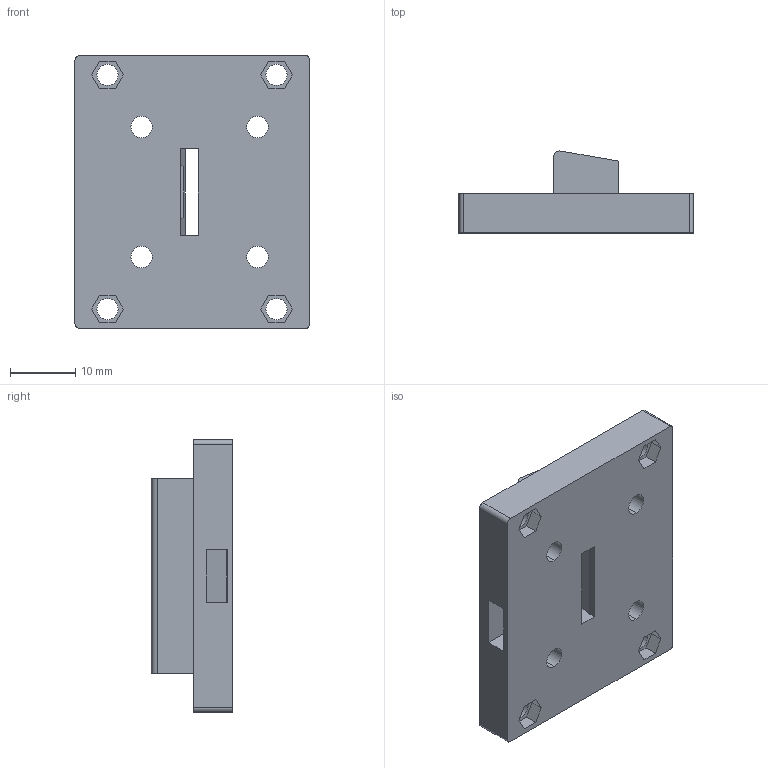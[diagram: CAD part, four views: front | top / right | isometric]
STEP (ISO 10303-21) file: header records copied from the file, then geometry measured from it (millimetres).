
FILE_DESCRIPTION (( 'STEP AP214' ), '1' );
FILE_NAME ('Body - Box Style - bottom - RC1.STEP', '2017-08-28T14:40:33', ( '' ), ( '' ), 'SwSTEP 2.0', 'SolidWorks 2014', '' );
FILE_SCHEMA (( 'AUTOMOTIVE_DESIGN' ));
Length unit declared in the file: millimetre
Products named in the file (1): Body - Box Style - bottom - RC1
Bounding box: 36 x 12.56 x 42 mm (x, y, z)
Volume: 7978.1 mm3; surface area: 5435.5 mm2
Topology: 1 solids, 1 shells, 91 faces, 248 edges, 160 vertices
Faces by surface type: plane 62, cylinder 21, cone 8
Entity records: 2922 total; most frequent: CARTESIAN_POINT 500, ORIENTED_EDGE 496, DIRECTION 482, EDGE_CURVE 248, LINE 198, VECTOR 198, VERTEX_POINT 160, AXIS2_PLACEMENT_3D 142
